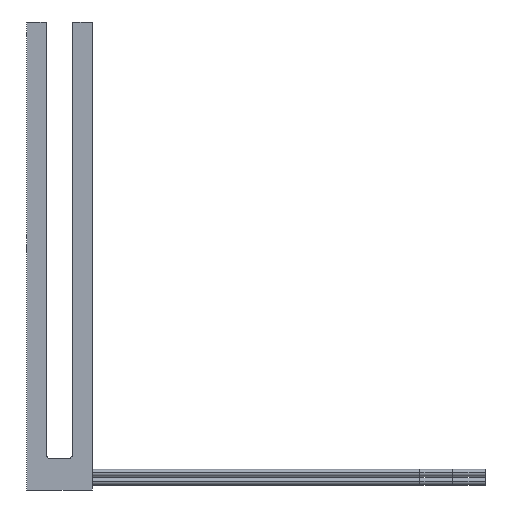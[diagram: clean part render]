
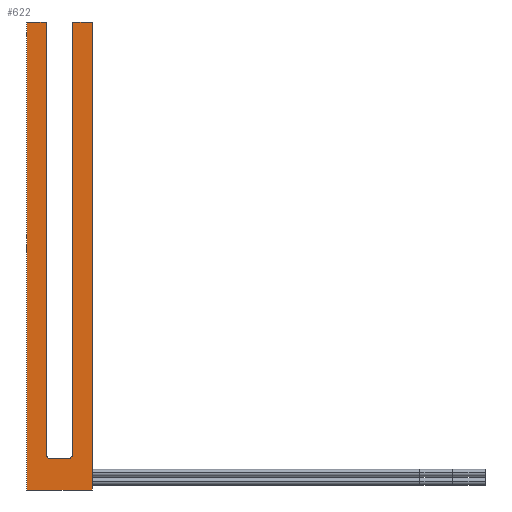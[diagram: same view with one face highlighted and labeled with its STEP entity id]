
A CAD part, left-side view. The second image highlights one B-rep face of the part: STEP entity #622.
In plain terms, the highlighted planar face has unit normal (-1, 0, 0).
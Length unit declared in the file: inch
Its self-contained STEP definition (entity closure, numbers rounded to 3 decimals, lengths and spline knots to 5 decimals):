
#1=DIRECTION('',(0.,-1.,0.));
#2=VECTOR('',#1,0.196);
#3=CARTESIAN_POINT('',(-0.1875,0.098,-2.4375));
#4=LINE('',#3,#2);
#5=DIRECTION('',(0.,0.,1.));
#6=VECTOR('',#5,5.188);
#7=CARTESIAN_POINT('',(-0.1875,-0.16,-2.3755));
#8=LINE('',#7,#6);
#9=DIRECTION('',(0.,-1.,0.));
#10=VECTOR('',#9,0.235);
#11=CARTESIAN_POINT('',(-0.1875,-0.16,2.8125));
#12=LINE('',#11,#10);
#13=DIRECTION('',(0.,0.,-1.));
#14=VECTOR('',#13,5.625);
#15=CARTESIAN_POINT('',(-0.1875,-0.395,2.8125));
#16=LINE('',#15,#14);
#17=DIRECTION('',(0.,1.,0.));
#18=VECTOR('',#17,0.79);
#19=CARTESIAN_POINT('',(-0.1875,-0.395,-2.8125));
#20=LINE('',#19,#18);
#21=DIRECTION('',(0.,0.,1.));
#22=VECTOR('',#21,5.625);
#23=CARTESIAN_POINT('',(-0.1875,0.395,-2.8125));
#24=LINE('',#23,#22);
#25=DIRECTION('',(0.,-1.,0.));
#26=VECTOR('',#25,0.235);
#27=CARTESIAN_POINT('',(-0.1875,0.395,2.8125));
#28=LINE('',#27,#26);
#29=DIRECTION('',(0.,0.,-1.));
#30=VECTOR('',#29,5.188);
#31=CARTESIAN_POINT('',(-0.1875,0.16,2.8125));
#32=LINE('',#31,#30);
#41=CARTESIAN_POINT('',(-0.1875,0.098,-2.3755));
#42=DIRECTION('',(1.,0.,0.));
#43=DIRECTION('',(0.,0.,-1.));
#44=AXIS2_PLACEMENT_3D('',#41,#42,#43);
#441=CARTESIAN_POINT('',(-0.1875,-0.098,-2.3755));
#442=DIRECTION('',(1.,0.,0.));
#443=DIRECTION('',(0.,-1.,0.));
#444=AXIS2_PLACEMENT_3D('',#441,#442,#443);
#455=CARTESIAN_POINT('',(-0.1875,-0.395,2.8125));
#456=CARTESIAN_POINT('',(-0.1875,-0.395,-2.8125));
#457=VERTEX_POINT('',#455);
#458=VERTEX_POINT('',#456);
#459=CARTESIAN_POINT('',(-0.1875,0.395,-2.8125));
#460=VERTEX_POINT('',#459);
#461=CARTESIAN_POINT('',(-0.1875,0.395,2.8125));
#462=VERTEX_POINT('',#461);
#463=CARTESIAN_POINT('',(-0.1875,0.16,2.8125));
#464=VERTEX_POINT('',#463);
#465=CARTESIAN_POINT('',(-0.1875,-0.16,2.8125));
#466=VERTEX_POINT('',#465);
#579=CARTESIAN_POINT('',(-0.1875,0.098,-2.4375));
#581=VERTEX_POINT('',#579);
#583=CARTESIAN_POINT('',(-0.1875,0.16,-2.3755));
#585=VERTEX_POINT('',#583);
#587=CARTESIAN_POINT('',(-0.1875,-0.16,-2.3755));
#589=VERTEX_POINT('',#587);
#591=CARTESIAN_POINT('',(-0.1875,-0.098,-2.4375));
#593=VERTEX_POINT('',#591);
#595=CARTESIAN_POINT('',(-0.1875,0.,0.));
#596=DIRECTION('',(1.,0.,0.));
#597=DIRECTION('',(0.,0.,-1.));
#598=AXIS2_PLACEMENT_3D('',#595,#596,#597);
#599=PLANE('',#598);
#601=ORIENTED_EDGE('',*,*,#600,.T.);
#603=ORIENTED_EDGE('',*,*,#602,.F.);
#605=ORIENTED_EDGE('',*,*,#604,.T.);
#607=ORIENTED_EDGE('',*,*,#606,.T.);
#609=ORIENTED_EDGE('',*,*,#608,.T.);
#611=ORIENTED_EDGE('',*,*,#610,.T.);
#613=ORIENTED_EDGE('',*,*,#612,.T.);
#615=ORIENTED_EDGE('',*,*,#614,.T.);
#617=ORIENTED_EDGE('',*,*,#616,.T.);
#619=ORIENTED_EDGE('',*,*,#618,.F.);
#620=EDGE_LOOP('',(#601,#603,#605,#607,#609,#611,#613,#615,#617,#619));
#621=FACE_OUTER_BOUND('',#620,.F.);
#622=ADVANCED_FACE('',(#621),#599,.F.);
#45=CIRCLE('',#44,0.062);
#445=CIRCLE('',#444,0.062);
#600=EDGE_CURVE('',#581,#593,#4,.T.);
#602=EDGE_CURVE('',#589,#593,#445,.T.);
#604=EDGE_CURVE('',#589,#466,#8,.T.);
#606=EDGE_CURVE('',#466,#457,#12,.T.);
#608=EDGE_CURVE('',#457,#458,#16,.T.);
#610=EDGE_CURVE('',#458,#460,#20,.T.);
#612=EDGE_CURVE('',#460,#462,#24,.T.);
#614=EDGE_CURVE('',#462,#464,#28,.T.);
#616=EDGE_CURVE('',#464,#585,#32,.T.);
#618=EDGE_CURVE('',#581,#585,#45,.T.);
